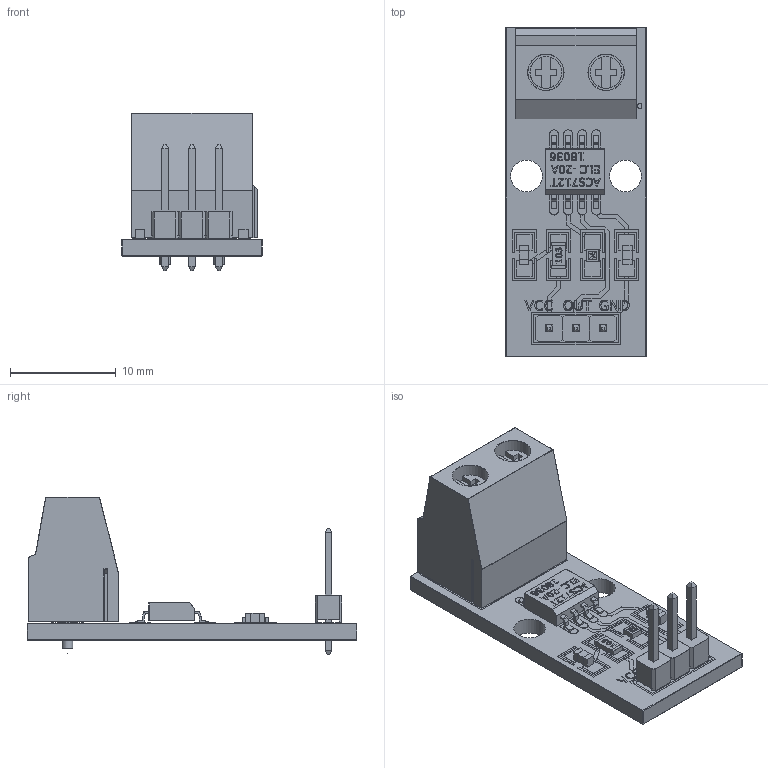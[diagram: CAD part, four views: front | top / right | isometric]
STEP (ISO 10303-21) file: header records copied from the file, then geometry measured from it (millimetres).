
FILE_DESCRIPTION(/* description */ ('FreeCAD Model'),/* implementation_level */ '2;1');
FILE_NAME(/* name */ 'Датчик тока acs712.stp',/* time_stamp */ '2023-02-20T21:41:25+03:00',/* author */ ('Tasya'),/* organization */ (''),/* preprocessor_version */ 'ST-DEVELOPER v18.1',/* originating_system */ 'Autodesk Inventor 2021',/* authorisation */ 'Unknown');
FILE_SCHEMA (('AUTOMOTIVE_DESIGN { 1 0 10303 214 3 1 1 }'));
Products named in the file (9): Датчик тока 
acs712; ACS712_platine_001; IC_ACS712_001; SMD_LED_rot_001; SMD_R_001; SMD_DIODE_0.9mm_002; Pins_3fach_001; SMD_DIODE_0.9mm_001; Velleman_145848_001
Assembly tree (8 placements, depth 2):
  Датчик тока 
acs712
    ACS712_platine_001
    IC_ACS712_001
    SMD_LED_rot_001
    SMD_R_001
    SMD_DIODE_0.9mm_002
    Pins_3fach_001
    SMD_DIODE_0.9mm_001
    Velleman_145848_001
Bounding box: 13.3 x 31.2 x 14.91 mm (x, y, z)
Volume: 1502.9 mm3; surface area: 2355.9 mm2
Topology: 8 solids, 8 shells, 1800 faces, 4625 edges, 2930 vertices
Faces by surface type: plane 1046, bspline 401, cylinder 275, torus 64, sphere 10, cone 4
Full cylindrical faces by diameter (mm): 1 x5, 1.5 x2, 2 x6, 3 x8, 3.4 x2
Entity records: 58447 total; most frequent: CARTESIAN_POINT 14841, ORIENTED_EDGE 9242, DIRECTION 7192, EDGE_CURVE 4621, LINE 3258, VECTOR 3258, VERTEX_POINT 2930, AXIS2_PLACEMENT_3D 1967
